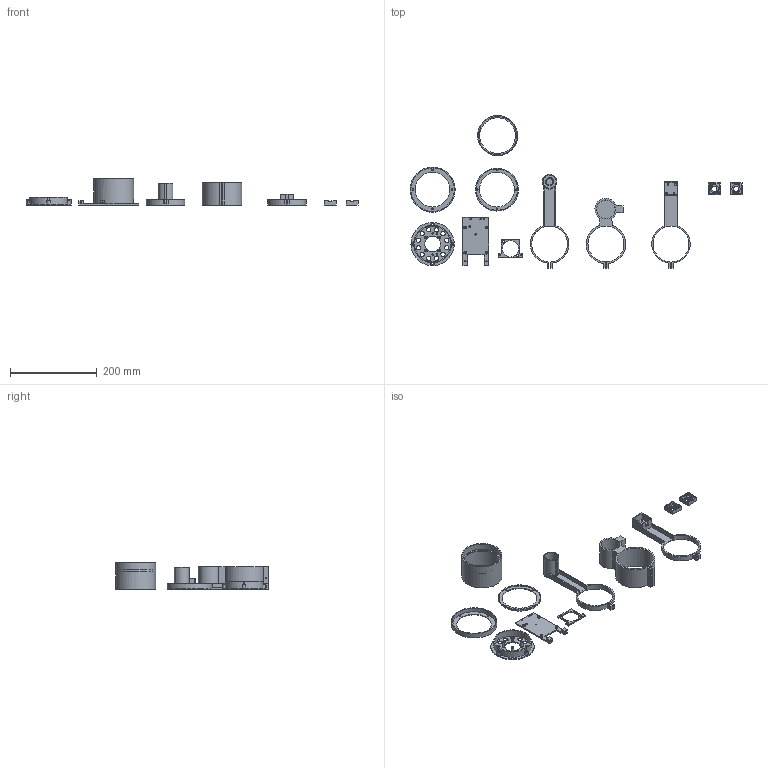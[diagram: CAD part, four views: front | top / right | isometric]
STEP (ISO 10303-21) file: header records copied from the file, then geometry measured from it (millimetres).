
FILE_DESCRIPTION(/* description */ (''),/* implementation_level */ '2;1');
FILE_NAME(/* name */ 'CAPV5 v24.step',/* time_stamp */ '2025-08-14T23:16:36-04:00',/* author */ (''),/* organization */ (''),/* preprocessor_version */ 'ST-DEVELOPER v20.1',/* originating_system */ 'Autodesk Translation Framework v14.10.0.0',/* authorisation */ '');
FILE_SCHEMA (('AUTOMOTIVE_DESIGN { 1 0 10303 214 3 1 1 }'));
Length unit declared in the file: millimetre
Products named in the file (2): CAPV5; Component1
Assembly tree (1 placements, depth 2):
  CAPV5
    Component1
Bounding box: 765.9 x 352.52 x 60 mm (x, y, z)
Volume: 288316.3 mm3; surface area: 209955.6 mm2
Topology: 11 solids, 11 shells, 306 faces, 808 edges, 538 vertices
Faces by surface type: plane 163, cylinder 140, bspline 2, cone 1
Full cylindrical faces by diameter (mm): 2.7 x2, 2.8 x2, 3.2 x14, 3.4 x5, 3.5 x14, 4.1 x6, 4.2 x4, 4.826 x5, 5.5 x2, 6 x4, 6.731 x8, 10 x12, 12 x2, 19 x2, 36.5 x1, 38 x1, 43 x1, 80.2 x2, 82.5 x1, 83 x1, 88.5 x2, 92.5 x1, 95.2 x1, 99 x1, 100 x1, 100.2 x1, 104.2 x1
Entity records: 11218 total; most frequent: CARTESIAN_POINT 3179, DIRECTION 1636, ORIENTED_EDGE 1616, EDGE_CURVE 808, AXIS2_PLACEMENT_3D 580, VERTEX_POINT 538, LINE 476, VECTOR 476
